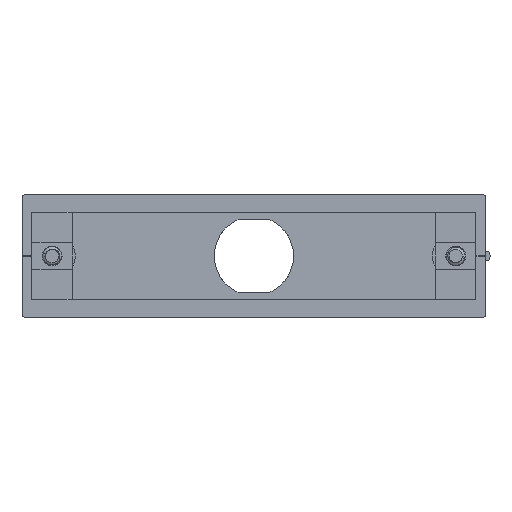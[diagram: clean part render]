
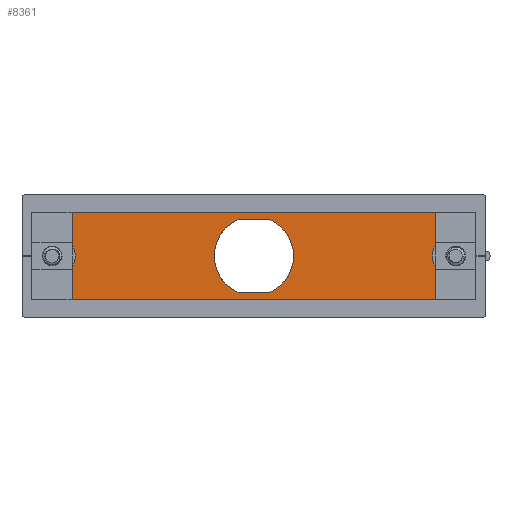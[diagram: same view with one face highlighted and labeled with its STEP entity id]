
A CAD part, front view. The second image highlights one B-rep face of the part: STEP entity #8361.
In plain terms, the highlighted planar face has unit normal (0, -1, 0).
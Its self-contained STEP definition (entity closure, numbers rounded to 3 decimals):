
#195 = DIRECTION ( 'NONE',  ( 0., 1., 0. ) ) ;
#247 = DIRECTION ( 'NONE',  ( 1., 0., 0. ) ) ;
#295 = AXIS2_PLACEMENT_3D ( 'NONE', #3325, #3051, #2345 ) ;
#419 = VERTEX_POINT ( 'NONE', #10345 ) ;
#441 = ORIENTED_EDGE ( 'NONE', *, *, #14124, .T. ) ;
#623 = CARTESIAN_POINT ( 'NONE',  ( 27.45, 14.7, 6.65 ) ) ;
#700 = DIRECTION ( 'NONE',  ( 0., 0., 1. ) ) ;
#777 = AXIS2_PLACEMENT_3D ( 'NONE', #11950, #10642, #9333 ) ;
#921 = VERTEX_POINT ( 'NONE', #12844 ) ;
#1044 = LINE ( 'NONE', #623, #13976 ) ;
#1122 = EDGE_CURVE ( 'NONE', #9771, #419, #1044, .T. ) ;
#1646 = ORIENTED_EDGE ( 'NONE', *, *, #3014, .T. ) ;
#2001 = CARTESIAN_POINT ( 'NONE',  ( -27.45, 14.7, -6.65 ) ) ;
#2250 = CARTESIAN_POINT ( 'NONE',  ( -27.45, 14.7, 6.65 ) ) ;
#2341 = DIRECTION ( 'NONE',  ( 1., 0., 0. ) ) ;
#2345 = DIRECTION ( 'NONE',  ( 1., 0., 0. ) ) ;
#2387 = CIRCLE ( 'NONE', #295, 6. ) ;
#2660 = ORIENTED_EDGE ( 'NONE', *, *, #1122, .T. ) ;
#2966 = PLANE ( 'NONE',  #777 ) ;
#2975 = FACE_BOUND ( 'NONE', #9527, .T. ) ;
#3014 = EDGE_CURVE ( 'NONE', #921, #12752, #14945, .T. ) ;
#3051 = DIRECTION ( 'NONE',  ( 0., 1., 0. ) ) ;
#3058 = EDGE_CURVE ( 'NONE', #16405, #8912, #14131, .T. ) ;
#3062 = EDGE_CURVE ( 'NONE', #419, #13214, #10645, .T. ) ;
#3238 = DIRECTION ( 'NONE',  ( 0., 0., -1. ) ) ;
#3325 = CARTESIAN_POINT ( 'NONE',  ( 0., 14.7, 0. ) ) ;
#3760 = CIRCLE ( 'NONE', #10221, 6. ) ;
#3762 = VECTOR ( 'NONE', #14609, 1000. ) ;
#5233 = CARTESIAN_POINT ( 'NONE',  ( 27.45, 14.7, -6.65 ) ) ;
#6530 = CARTESIAN_POINT ( 'NONE',  ( -27.45, 14.7, -6.65 ) ) ;
#6942 = CARTESIAN_POINT ( 'NONE',  ( -2.398, 14.7, -5.5 ) ) ;
#7635 = ORIENTED_EDGE ( 'NONE', *, *, #16653, .T. ) ;
#7749 = CARTESIAN_POINT ( 'NONE',  ( 2.398, 14.7, 5.5 ) ) ;
#8361 = ADVANCED_FACE ( 'NONE', ( #15546, #2975 ), #2966, .T. ) ;
#8391 = VECTOR ( 'NONE', #8475, 1000. ) ;
#8471 = CARTESIAN_POINT ( 'NONE',  ( 2.398, 14.7, -5.5 ) ) ;
#8475 = DIRECTION ( 'NONE',  ( -1., 0., 0. ) ) ;
#8573 = VECTOR ( 'NONE', #3238, 1000. ) ;
#8632 = CARTESIAN_POINT ( 'NONE',  ( -27.45, 14.7, 6.65 ) ) ;
#8806 = CARTESIAN_POINT ( 'NONE',  ( 2.398, 14.7, 5.5 ) ) ;
#8912 = VERTEX_POINT ( 'NONE', #7749 ) ;
#8939 = VERTEX_POINT ( 'NONE', #6530 ) ;
#9333 = DIRECTION ( 'NONE',  ( 1., 0., 0. ) ) ;
#9527 = EDGE_LOOP ( 'NONE', ( #10533, #16251, #12338, #1646 ) ) ;
#9771 = VERTEX_POINT ( 'NONE', #5233 ) ;
#10221 = AXIS2_PLACEMENT_3D ( 'NONE', #15478, #195, #247 ) ;
#10345 = CARTESIAN_POINT ( 'NONE',  ( 27.45, 14.7, 6.65 ) ) ;
#10533 = ORIENTED_EDGE ( 'NONE', *, *, #14478, .T. ) ;
#10642 = DIRECTION ( 'NONE',  ( 0., -1., 0. ) ) ;
#10645 = LINE ( 'NONE', #8632, #13715 ) ;
#10692 = LINE ( 'NONE', #2001, #14597 ) ;
#11950 = CARTESIAN_POINT ( 'NONE',  ( -27.45, 14.7, -6.65 ) ) ;
#11985 = EDGE_LOOP ( 'NONE', ( #7635, #441, #2660, #14813 ) ) ;
#12338 = ORIENTED_EDGE ( 'NONE', *, *, #15758, .T. ) ;
#12752 = VERTEX_POINT ( 'NONE', #6942 ) ;
#12844 = CARTESIAN_POINT ( 'NONE',  ( 2.398, 14.7, -5.5 ) ) ;
#13214 = VERTEX_POINT ( 'NONE', #13486 ) ;
#13486 = CARTESIAN_POINT ( 'NONE',  ( -27.45, 14.7, 6.65 ) ) ;
#13715 = VECTOR ( 'NONE', #14935, 1000. ) ;
#13976 = VECTOR ( 'NONE', #700, 1000. ) ;
#14124 = EDGE_CURVE ( 'NONE', #8939, #9771, #10692, .T. ) ;
#14131 = LINE ( 'NONE', #8806, #3762 ) ;
#14478 = EDGE_CURVE ( 'NONE', #12752, #16405, #2387, .T. ) ;
#14597 = VECTOR ( 'NONE', #2341, 1000. ) ;
#14609 = DIRECTION ( 'NONE',  ( 1., 0., 0. ) ) ;
#14714 = CARTESIAN_POINT ( 'NONE',  ( -2.398, 14.7, 5.5 ) ) ;
#14813 = ORIENTED_EDGE ( 'NONE', *, *, #3062, .T. ) ;
#14935 = DIRECTION ( 'NONE',  ( -1., 0., 0. ) ) ;
#14945 = LINE ( 'NONE', #8471, #8391 ) ;
#15478 = CARTESIAN_POINT ( 'NONE',  ( 0., 14.7, 0. ) ) ;
#15546 = FACE_OUTER_BOUND ( 'NONE', #11985, .T. ) ;
#15758 = EDGE_CURVE ( 'NONE', #8912, #921, #3760, .T. ) ;
#15922 = LINE ( 'NONE', #2250, #8573 ) ;
#16251 = ORIENTED_EDGE ( 'NONE', *, *, #3058, .T. ) ;
#16405 = VERTEX_POINT ( 'NONE', #14714 ) ;
#16653 = EDGE_CURVE ( 'NONE', #13214, #8939, #15922, .T. ) ;
